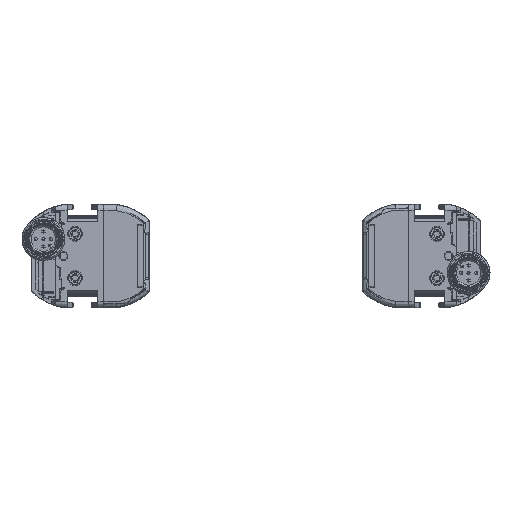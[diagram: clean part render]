
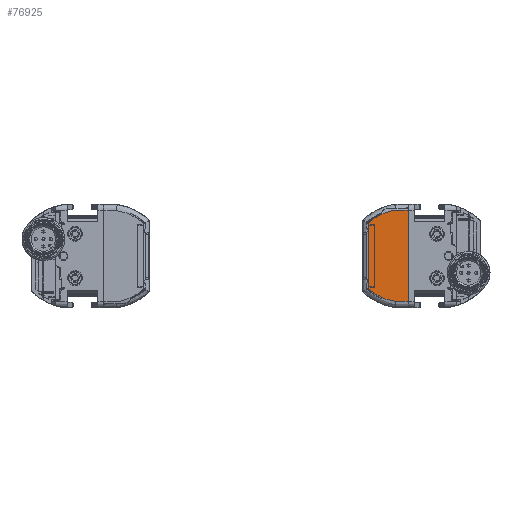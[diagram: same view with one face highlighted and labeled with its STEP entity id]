
A CAD part, front view. The second image highlights one B-rep face of the part: STEP entity #76925.
In plain terms, the highlighted planar face has unit normal (0, -1, 0).
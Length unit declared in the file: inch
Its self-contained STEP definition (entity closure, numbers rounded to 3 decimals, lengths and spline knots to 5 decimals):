
#1096 = CARTESIAN_POINT ( 'NONE',  ( 1.70397, -32.65748, -0.56327 ) ) ;
#2160 = CARTESIAN_POINT ( 'NONE',  ( 1.56219, -32.65748, 0.49121 ) ) ;
#2597 = CARTESIAN_POINT ( 'NONE',  ( 1.56138, -32.65748, -0.48493 ) ) ;
#3080 = CARTESIAN_POINT ( 'NONE',  ( 1.58192, -32.65748, -0.49863 ) ) ;
#3155 = CARTESIAN_POINT ( 'NONE',  ( 1.63877, -32.65748, 0.53868 ) ) ;
#7822 = VECTOR ( 'NONE', #60540, 39.37008 ) ;
#8777 = CARTESIAN_POINT ( 'NONE',  ( 1.60285, -32.65748, -0.51197 ) ) ;
#9589 = EDGE_CURVE ( 'NONE', #38538, #62987, #46003, .T. ) ;
#10249 = CARTESIAN_POINT ( 'NONE',  ( 1.58373, -32.65748, -0.49983 ) ) ;
#10503 = CARTESIAN_POINT ( 'NONE',  ( 2.00787, -32.65748, 0.61328 ) ) ;
#10533 = ORIENTED_EDGE ( 'NONE', *, *, #90022, .F. ) ;
#11325 = VERTEX_POINT ( 'NONE', #95053 ) ;
#11332 = CARTESIAN_POINT ( 'NONE',  ( 1.64555, -32.65748, 0.54223 ) ) ;
#12768 = VERTEX_POINT ( 'NONE', #56973 ) ;
#14303 = EDGE_CURVE ( 'NONE', #63076, #38538, #101597, .T. ) ;
#15780 = CARTESIAN_POINT ( 'NONE',  ( 2.00787, -32.65748, -0.60719 ) ) ;
#16960 = CARTESIAN_POINT ( 'NONE',  ( 1.59837, -32.65748, -0.50921 ) ) ;
#17464 = CARTESIAN_POINT ( 'NONE',  ( 1.64619, -32.65748, -0.53667 ) ) ;
#17942 = CARTESIAN_POINT ( 'NONE',  ( 1.74212, -32.65748, -0.5778 ) ) ;
#18529 = CARTESIAN_POINT ( 'NONE',  ( 1.57556, -32.65748, 0.50047 ) ) ;
#19228 = ORIENTED_EDGE ( 'NONE', *, *, #68116, .F. ) ;
#20130 = ORIENTED_EDGE ( 'NONE', *, *, #9589, .F. ) ;
#21115 = CARTESIAN_POINT ( 'NONE',  ( 1.8604, -32.65748, -0.60719 ) ) ;
#22461 = DIRECTION ( 'NONE',  ( -1., 0., 0. ) ) ;
#23345 = CARTESIAN_POINT ( 'NONE',  ( 1.72402, -32.65748, 0.58009 ) ) ;
#23855 = CARTESIAN_POINT ( 'NONE',  ( 1.5, -32.65748, 0.44146 ) ) ;
#24646 = CARTESIAN_POINT ( 'NONE',  ( 1.54591, -32.65748, -0.47341 ) ) ;
#25727 = CARTESIAN_POINT ( 'NONE',  ( 1.66162, -32.65748, 0.55031 ) ) ;
#26139 = CARTESIAN_POINT ( 'NONE',  ( 1.69286, -32.65748, -0.55864 ) ) ;
#28327 = CARTESIAN_POINT ( 'NONE',  ( 2.03207, -32.65748, -0.21546 ) ) ;
#31007 = CARTESIAN_POINT ( 'NONE',  ( 1.57171, -32.65748, 0.49785 ) ) ;
#31684 = VECTOR ( 'NONE', #22461, 39.37008 ) ;
#32317 = CARTESIAN_POINT ( 'NONE',  ( 1.5807, -32.65748, -0.49782 ) ) ;
#33489 = VECTOR ( 'NONE', #97264, 39.37008 ) ;
#34323 = CARTESIAN_POINT ( 'NONE',  ( 1.50878, -32.65748, -0.44324 ) ) ;
#38538 = VERTEX_POINT ( 'NONE', #23855 ) ;
#39212 = CARTESIAN_POINT ( 'NONE',  ( 1.66725, -32.65748, 0.55303 ) ) ;
#39837 = LINE ( 'NONE', #15780, #31684 ) ;
#40246 = CARTESIAN_POINT ( 'NONE',  ( 2.00787, -32.65748, -0.21546 ) ) ;
#40901 = CARTESIAN_POINT ( 'NONE',  ( 1.8604, -32.65748, 0.61328 ) ) ;
#41539 = CARTESIAN_POINT ( 'NONE',  ( 1.62392, -32.65748, -0.52441 ) ) ;
#42122 = CARTESIAN_POINT ( 'NONE',  ( 1.59904, -32.65748, 0.51616 ) ) ;
#43976 = ORIENTED_EDGE ( 'NONE', *, *, #84809, .F. ) ;
#45361 = CARTESIAN_POINT ( 'NONE',  ( 1.8604, -32.65748, -0.60719 ) ) ;
#46003 = B_SPLINE_CURVE_WITH_KNOTS ( 'NONE', 3,
 ( #96587, #64760, #88381, #93696, #96095, #72456, #2160, #65251, #31007, #18529, #65743, #70086, #80673, #42122, #50351, #3155, #11332, #101412, #73469, #25727, #72975, #57058, #86509, #39212, #86002, #49332, #23345, #54664, #70585 ),
 .UNSPECIFIED., .F., .F.,
 ( 4, 2, 2, 2, 1, 1, 2, 2, 2, 2, 2, 1, 1, 1, 2, 2, 4 ),
 ( 0., 0.125, 0.1875, 0.21875, 0.23437, 0.24219, 0.24609, 0.25, 0.375, 0.4375, 0.46875, 0.48437, 0.49219, 0.49609, 0.49805, 0.5, 1. ),
 .UNSPECIFIED. ) ;
#47457 = FACE_OUTER_BOUND ( 'NONE', #63351, .T. ) ;
#48284 = VECTOR ( 'NONE', #59709, 39.37008 ) ;
#49250 = CARTESIAN_POINT ( 'NONE',  ( 1.72656, -32.65748, -0.57222 ) ) ;
#49332 = CARTESIAN_POINT ( 'NONE',  ( 1.66762, -32.65748, 0.55321 ) ) ;
#49487 = LINE ( 'NONE', #10503, #33489 ) ;
#49765 = CARTESIAN_POINT ( 'NONE',  ( 1.66828, -32.65748, -0.54742 ) ) ;
#50351 = CARTESIAN_POINT ( 'NONE',  ( 1.61649, -32.65748, 0.52642 ) ) ;
#54164 = DIRECTION ( 'NONE',  ( 1., 0., 0. ) ) ;
#54664 = CARTESIAN_POINT ( 'NONE',  ( 1.78845, -32.65748, 0.60175 ) ) ;
#56478 = CARTESIAN_POINT ( 'NONE',  ( 1.58792, -32.65748, -0.50257 ) ) ;
#56973 = CARTESIAN_POINT ( 'NONE',  ( 2.03207, -32.65748, -0.60719 ) ) ;
#57058 = CARTESIAN_POINT ( 'NONE',  ( 1.66575, -32.65748, 0.55231 ) ) ;
#57193 = AXIS2_PLACEMENT_3D ( 'NONE', #40246, #71640, #54164 ) ;
#59709 = DIRECTION ( 'NONE',  ( 0., 0., -1. ) ) ;
#60540 = DIRECTION ( 'NONE',  ( 0., 0., 1. ) ) ;
#61200 = B_SPLINE_CURVE_WITH_KNOTS ( 'NONE', 3,
 ( #45361, #76697, #61304, #17942, #49250, #1096, #26139, #73398, #63681, #65669, #87293, #79616, #49765, #85408, #80599, #17464, #41539, #71411, #8777, #16960, #72895, #56478, #10249, #3080, #32317, #94994, #2597, #24646, #97008, #34323, #96511 ),
 .UNSPECIFIED., .F., .F.,
 ( 4, 2, 2, 1, 1, 1, 1, 1, 2, 2, 2, 2, 2, 1, 1, 2, 2, 2, 4 ),
 ( 0., 0.25, 0.375, 0.4375, 0.46875, 0.48437, 0.49219, 0.49609, 0.49805, 0.5, 0.625, 0.6875, 0.71875, 0.73437, 0.74219, 0.74609, 0.75, 0.875, 1. ),
 .UNSPECIFIED. ) ;
#61304 = CARTESIAN_POINT ( 'NONE',  ( 1.79031, -32.65748, -0.5931 ) ) ;
#61321 = CARTESIAN_POINT ( 'NONE',  ( 1.5, -32.65748, -0.43537 ) ) ;
#62360 = VERTEX_POINT ( 'NONE', #21115 ) ;
#62987 = VERTEX_POINT ( 'NONE', #40901 ) ;
#63076 = VERTEX_POINT ( 'NONE', #61321 ) ;
#63351 = EDGE_LOOP ( 'NONE', ( #98640, #43976, #19228, #10533, #73064, #20130 ) ) ;
#63681 = CARTESIAN_POINT ( 'NONE',  ( 1.67401, -32.65748, -0.55013 ) ) ;
#64760 = CARTESIAN_POINT ( 'NONE',  ( 1.50878, -32.65748, 0.44933 ) ) ;
#65251 = CARTESIAN_POINT ( 'NONE',  ( 1.5685, -32.65748, 0.49563 ) ) ;
#65669 = CARTESIAN_POINT ( 'NONE',  ( 1.67092, -32.65748, -0.54867 ) ) ;
#65743 = CARTESIAN_POINT ( 'NONE',  ( 1.57723, -32.65748, 0.5016 ) ) ;
#68116 = EDGE_CURVE ( 'NONE', #12768, #62360, #39837, .T. ) ;
#68251 = CARTESIAN_POINT ( 'NONE',  ( 1.5, -32.65748, -0.21546 ) ) ;
#70086 = CARTESIAN_POINT ( 'NONE',  ( 1.57835, -32.65748, 0.50235 ) ) ;
#70585 = CARTESIAN_POINT ( 'NONE',  ( 1.8604, -32.65748, 0.61328 ) ) ;
#70656 = EDGE_CURVE ( 'NONE', #62987, #11325, #49487, .T. ) ;
#71411 = CARTESIAN_POINT ( 'NONE',  ( 1.61584, -32.65748, -0.5198 ) ) ;
#71640 = DIRECTION ( 'NONE',  ( 0., 1., 0. ) ) ;
#72456 = CARTESIAN_POINT ( 'NONE',  ( 1.55815, -32.65748, 0.48832 ) ) ;
#72895 = CARTESIAN_POINT ( 'NONE',  ( 1.59144, -32.65748, -0.50482 ) ) ;
#72975 = CARTESIAN_POINT ( 'NONE',  ( 1.66358, -32.65748, 0.55126 ) ) ;
#73064 = ORIENTED_EDGE ( 'NONE', *, *, #70656, .F. ) ;
#73398 = CARTESIAN_POINT ( 'NONE',  ( 1.68024, -32.65748, -0.553 ) ) ;
#73469 = CARTESIAN_POINT ( 'NONE',  ( 1.65757, -32.65748, 0.54832 ) ) ;
#76697 = CARTESIAN_POINT ( 'NONE',  ( 1.82443, -32.65748, -0.60142 ) ) ;
#76925 = ADVANCED_FACE ( 'NONE', ( #47457 ), #78821, .F. ) ;
#78821 = PLANE ( 'NONE',  #57193 ) ;
#79616 = CARTESIAN_POINT ( 'NONE',  ( 1.66872, -32.65748, -0.54763 ) ) ;
#80599 = CARTESIAN_POINT ( 'NONE',  ( 1.65845, -32.65748, -0.54274 ) ) ;
#80673 = CARTESIAN_POINT ( 'NONE',  ( 1.57887, -32.65748, 0.5027 ) ) ;
#84809 = EDGE_CURVE ( 'NONE', #62360, #63076, #61200, .T. ) ;
#85408 = CARTESIAN_POINT ( 'NONE',  ( 1.66798, -32.65748, -0.54728 ) ) ;
#86002 = CARTESIAN_POINT ( 'NONE',  ( 1.66754, -32.65748, 0.55317 ) ) ;
#86509 = CARTESIAN_POINT ( 'NONE',  ( 1.6668, -32.65748, 0.55281 ) ) ;
#87293 = CARTESIAN_POINT ( 'NONE',  ( 1.66938, -32.65748, -0.54795 ) ) ;
#88381 = CARTESIAN_POINT ( 'NONE',  ( 1.51961, -32.65748, 0.45866 ) ) ;
#90022 = EDGE_CURVE ( 'NONE', #11325, #12768, #98716, .T. ) ;
#93696 = CARTESIAN_POINT ( 'NONE',  ( 1.53933, -32.65748, 0.4743 ) ) ;
#94994 = CARTESIAN_POINT ( 'NONE',  ( 1.58005, -32.65748, -0.49739 ) ) ;
#95053 = CARTESIAN_POINT ( 'NONE',  ( 2.03207, -32.65748, 0.61328 ) ) ;
#96095 = CARTESIAN_POINT ( 'NONE',  ( 1.54649, -32.65748, 0.47978 ) ) ;
#96511 = CARTESIAN_POINT ( 'NONE',  ( 1.5, -32.65748, -0.43537 ) ) ;
#96587 = CARTESIAN_POINT ( 'NONE',  ( 1.5, -32.65748, 0.44146 ) ) ;
#97008 = CARTESIAN_POINT ( 'NONE',  ( 1.51961, -32.65748, -0.45257 ) ) ;
#97264 = DIRECTION ( 'NONE',  ( 1., 0., 0. ) ) ;
#98640 = ORIENTED_EDGE ( 'NONE', *, *, #14303, .F. ) ;
#98716 = LINE ( 'NONE', #28327, #48284 ) ;
#101412 = CARTESIAN_POINT ( 'NONE',  ( 1.65469, -32.65748, 0.54688 ) ) ;
#101597 = LINE ( 'NONE', #68251, #7822 ) ;
